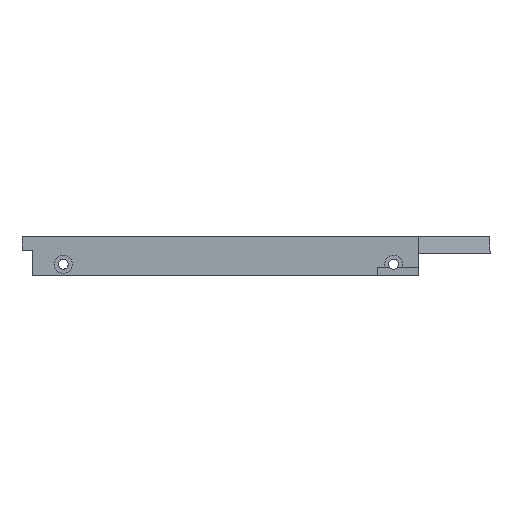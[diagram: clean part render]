
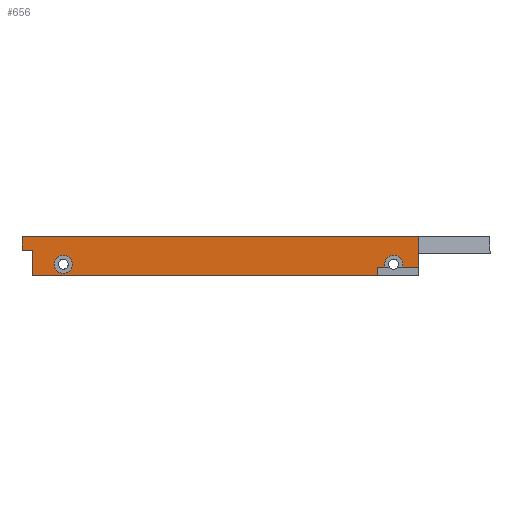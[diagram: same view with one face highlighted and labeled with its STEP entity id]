
A CAD part, left-side view. The second image highlights one B-rep face of the part: STEP entity #656.
In plain terms, the highlighted planar face has unit normal (-1, 0, 0).
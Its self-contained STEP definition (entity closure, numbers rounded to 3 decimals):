
#52 = CARTESIAN_POINT ( 'NONE',  ( -153.23, 0., 4.9 ) ) ;
#61 = CARTESIAN_POINT ( 'NONE',  ( -153.23, 3.9, 14. ) ) ;
#84 = FACE_BOUND ( 'NONE', #170, .T. ) ;
#85 = CARTESIAN_POINT ( 'NONE',  ( -153.23, 131.75, 11. ) ) ;
#91 = ORIENTED_EDGE ( 'NONE', *, *, #3036, .F. ) ;
#115 = ORIENTED_EDGE ( 'NONE', *, *, #1084, .F. ) ;
#126 = CARTESIAN_POINT ( 'NONE',  ( -153.23, 144., 6. ) ) ;
#129 = DIRECTION ( 'NONE',  ( 0., 0., -1. ) ) ;
#135 = EDGE_CURVE ( 'NONE', #1828, #1968, #1279, .T. ) ;
#170 = EDGE_LOOP ( 'NONE', ( #91, #180 ) ) ;
#180 = ORIENTED_EDGE ( 'NONE', *, *, #2255, .F. ) ;
#185 = DIRECTION ( 'NONE',  ( -1., 0., 0. ) ) ;
#198 = CARTESIAN_POINT ( 'NONE',  ( -153.23, 129., 11. ) ) ;
#234 = ORIENTED_EDGE ( 'NONE', *, *, #2429, .T. ) ;
#270 = CARTESIAN_POINT ( 'NONE',  ( -153.23, 0., 6. ) ) ;
#279 = VERTEX_POINT ( 'NONE', #3051 ) ;
#313 = VECTOR ( 'NONE', #2779, 1000. ) ;
#347 = CARTESIAN_POINT ( 'NONE',  ( -153.23, 0., 14. ) ) ;
#363 = ORIENTED_EDGE ( 'NONE', *, *, #1471, .F. ) ;
#377 = DIRECTION ( 'NONE',  ( -1., 0., 0. ) ) ;
#412 = VECTOR ( 'NONE', #1625, 1000. ) ;
#444 = DIRECTION ( 'NONE',  ( 0., 0., -1. ) ) ;
#476 = DIRECTION ( 'NONE',  ( 0., -1., 0. ) ) ;
#497 = VERTEX_POINT ( 'NONE', #710 ) ;
#546 = CARTESIAN_POINT ( 'NONE',  ( -153.23, 138.25, 10. ) ) ;
#564 = DIRECTION ( 'NONE',  ( -1., 0., 0. ) ) ;
#590 = CARTESIAN_POINT ( 'NONE',  ( -153.23, 144., 11. ) ) ;
#631 = EDGE_CURVE ( 'NONE', #2805, #2892, #1948, .T. ) ;
#656 = ADVANCED_FACE ( 'NONE', ( #84, #2016 ), #1070, .T. ) ;
#689 = CARTESIAN_POINT ( 'NONE',  ( -153.23, 15., 10. ) ) ;
#690 = VERTEX_POINT ( 'NONE', #2597 ) ;
#701 = LINE ( 'NONE', #2880, #1499 ) ;
#705 = CARTESIAN_POINT ( 'NONE',  ( -153.23, 129., 11. ) ) ;
#710 = CARTESIAN_POINT ( 'NONE',  ( -153.23, 144., 0. ) ) ;
#725 = ORIENTED_EDGE ( 'NONE', *, *, #1503, .F. ) ;
#802 = ORIENTED_EDGE ( 'NONE', *, *, #2084, .F. ) ;
#869 = DIRECTION ( 'NONE',  ( 0., -1., 0. ) ) ;
#871 = VERTEX_POINT ( 'NONE', #2453 ) ;
#934 = CARTESIAN_POINT ( 'NONE',  ( -153.23, 135., 10. ) ) ;
#989 = CARTESIAN_POINT ( 'NONE',  ( -153.23, 138.25, 11. ) ) ;
#998 = ORIENTED_EDGE ( 'NONE', *, *, #1447, .T. ) ;
#1037 = VECTOR ( 'NONE', #3006, 1000. ) ;
#1059 = LINE ( 'NONE', #61, #1037 ) ;
#1070 = PLANE ( 'NONE',  #2199 ) ;
#1071 = DIRECTION ( 'NONE',  ( 0., 0., -1. ) ) ;
#1084 = EDGE_CURVE ( 'NONE', #1523, #2911, #2814, .T. ) ;
#1087 = VECTOR ( 'NONE', #3098, 1000. ) ;
#1096 = CARTESIAN_POINT ( 'NONE',  ( -153.23, 15., 10. ) ) ;
#1193 = ORIENTED_EDGE ( 'NONE', *, *, #631, .F. ) ;
#1194 = CIRCLE ( 'NONE', #1290, 3.25 ) ;
#1279 = LINE ( 'NONE', #270, #1640 ) ;
#1283 = AXIS2_PLACEMENT_3D ( 'NONE', #1332, #564, #129 ) ;
#1286 = DIRECTION ( 'NONE',  ( -1., 0., 0. ) ) ;
#1289 = VERTEX_POINT ( 'NONE', #705 ) ;
#1290 = AXIS2_PLACEMENT_3D ( 'NONE', #1096, #1286, #1830 ) ;
#1304 = CARTESIAN_POINT ( 'NONE',  ( -153.23, 129., 11. ) ) ;
#1331 = LINE ( 'NONE', #546, #313 ) ;
#1332 = CARTESIAN_POINT ( 'NONE',  ( -153.23, 135., 10. ) ) ;
#1370 = CARTESIAN_POINT ( 'NONE',  ( -153.23, 0., 0. ) ) ;
#1375 = LINE ( 'NONE', #2408, #1660 ) ;
#1380 = VERTEX_POINT ( 'NONE', #1504 ) ;
#1400 = CARTESIAN_POINT ( 'NONE',  ( -153.23, 0., 6. ) ) ;
#1422 = VERTEX_POINT ( 'NONE', #1728 ) ;
#1447 = EDGE_CURVE ( 'NONE', #1380, #1422, #2761, .T. ) ;
#1459 = VECTOR ( 'NONE', #476, 1000. ) ;
#1471 = EDGE_CURVE ( 'NONE', #2892, #1523, #2678, .T. ) ;
#1499 = VECTOR ( 'NONE', #3145, 1000. ) ;
#1503 = EDGE_CURVE ( 'NONE', #2911, #1289, #2279, .T. ) ;
#1504 = CARTESIAN_POINT ( 'NONE',  ( -153.23, 3.9, 14. ) ) ;
#1508 = AXIS2_PLACEMENT_3D ( 'NONE', #689, #185, #1683 ) ;
#1523 = VERTEX_POINT ( 'NONE', #2053 ) ;
#1625 = DIRECTION ( 'NONE',  ( 0., 0., 1. ) ) ;
#1640 = VECTOR ( 'NONE', #2226, 1000. ) ;
#1660 = VECTOR ( 'NONE', #2634, 1000. ) ;
#1683 = DIRECTION ( 'NONE',  ( 0., 0., -1. ) ) ;
#1715 = EDGE_CURVE ( 'NONE', #1289, #1422, #701, .T. ) ;
#1728 = CARTESIAN_POINT ( 'NONE',  ( -153.23, 129., 14. ) ) ;
#1746 = VECTOR ( 'NONE', #1815, 1000. ) ;
#1748 = VECTOR ( 'NONE', #869, 1000. ) ;
#1759 = ORIENTED_EDGE ( 'NONE', *, *, #3172, .F. ) ;
#1809 = DIRECTION ( 'NONE',  ( 0., 1., 0. ) ) ;
#1815 = DIRECTION ( 'NONE',  ( 0., 1., 0. ) ) ;
#1827 = LINE ( 'NONE', #126, #2637 ) ;
#1828 = VERTEX_POINT ( 'NONE', #52 ) ;
#1830 = DIRECTION ( 'NONE',  ( 0., 0., -1. ) ) ;
#1939 = EDGE_LOOP ( 'NONE', ( #725, #115, #363, #1193, #2344, #1759, #2750, #802, #1944, #2083, #234, #998, #2108 ) ) ;
#1944 = ORIENTED_EDGE ( 'NONE', *, *, #135, .F. ) ;
#1948 = CIRCLE ( 'NONE', #2559, 3.25 ) ;
#1968 = VERTEX_POINT ( 'NONE', #2313 ) ;
#2016 = FACE_OUTER_BOUND ( 'NONE', #1939, .T. ) ;
#2053 = CARTESIAN_POINT ( 'NONE',  ( -153.23, 131.75, 10. ) ) ;
#2083 = ORIENTED_EDGE ( 'NONE', *, *, #2734, .T. ) ;
#2084 = EDGE_CURVE ( 'NONE', #1968, #497, #2590, .T. ) ;
#2108 = ORIENTED_EDGE ( 'NONE', *, *, #1715, .F. ) ;
#2196 = VERTEX_POINT ( 'NONE', #989 ) ;
#2199 = AXIS2_PLACEMENT_3D ( 'NONE', #1400, #377, #1809 ) ;
#2226 = DIRECTION ( 'NONE',  ( 0., 0., -1. ) ) ;
#2255 = EDGE_CURVE ( 'NONE', #279, #690, #1194, .T. ) ;
#2279 = LINE ( 'NONE', #1304, #1748 ) ;
#2313 = CARTESIAN_POINT ( 'NONE',  ( -153.23, 0., 0. ) ) ;
#2317 = EDGE_CURVE ( 'NONE', #2196, #2805, #1331, .T. ) ;
#2344 = ORIENTED_EDGE ( 'NONE', *, *, #2317, .F. ) ;
#2405 = LINE ( 'NONE', #198, #1459 ) ;
#2408 = CARTESIAN_POINT ( 'NONE',  ( -153.23, 0., 4.9 ) ) ;
#2429 = EDGE_CURVE ( 'NONE', #871, #1380, #1059, .T. ) ;
#2453 = CARTESIAN_POINT ( 'NONE',  ( -153.23, 3.9, 4.9 ) ) ;
#2559 = AXIS2_PLACEMENT_3D ( 'NONE', #934, #2891, #444 ) ;
#2575 = CIRCLE ( 'NONE', #1508, 3.25 ) ;
#2584 = CARTESIAN_POINT ( 'NONE',  ( -153.23, 135., 6.75 ) ) ;
#2590 = LINE ( 'NONE', #1370, #1087 ) ;
#2597 = CARTESIAN_POINT ( 'NONE',  ( -153.23, 15., 6.75 ) ) ;
#2634 = DIRECTION ( 'NONE',  ( 0., 1., 0. ) ) ;
#2637 = VECTOR ( 'NONE', #1071, 1000. ) ;
#2678 = CIRCLE ( 'NONE', #1283, 3.25 ) ;
#2734 = EDGE_CURVE ( 'NONE', #1828, #871, #1375, .T. ) ;
#2750 = ORIENTED_EDGE ( 'NONE', *, *, #2833, .T. ) ;
#2761 = LINE ( 'NONE', #347, #1746 ) ;
#2779 = DIRECTION ( 'NONE',  ( 0., 0., -1. ) ) ;
#2805 = VERTEX_POINT ( 'NONE', #2964 ) ;
#2814 = LINE ( 'NONE', #3063, #412 ) ;
#2833 = EDGE_CURVE ( 'NONE', #2877, #497, #1827, .T. ) ;
#2877 = VERTEX_POINT ( 'NONE', #590 ) ;
#2880 = CARTESIAN_POINT ( 'NONE',  ( -153.23, 129., 14. ) ) ;
#2891 = DIRECTION ( 'NONE',  ( -1., 0., 0. ) ) ;
#2892 = VERTEX_POINT ( 'NONE', #2584 ) ;
#2911 = VERTEX_POINT ( 'NONE', #85 ) ;
#2964 = CARTESIAN_POINT ( 'NONE',  ( -153.23, 138.25, 10. ) ) ;
#3006 = DIRECTION ( 'NONE',  ( 0., 0., 1. ) ) ;
#3036 = EDGE_CURVE ( 'NONE', #690, #279, #2575, .T. ) ;
#3051 = CARTESIAN_POINT ( 'NONE',  ( -153.23, 15., 13.25 ) ) ;
#3063 = CARTESIAN_POINT ( 'NONE',  ( -153.23, 131.75, 10. ) ) ;
#3098 = DIRECTION ( 'NONE',  ( 0., 1., 0. ) ) ;
#3145 = DIRECTION ( 'NONE',  ( 0., 0., 1. ) ) ;
#3172 = EDGE_CURVE ( 'NONE', #2877, #2196, #2405, .T. ) ;
